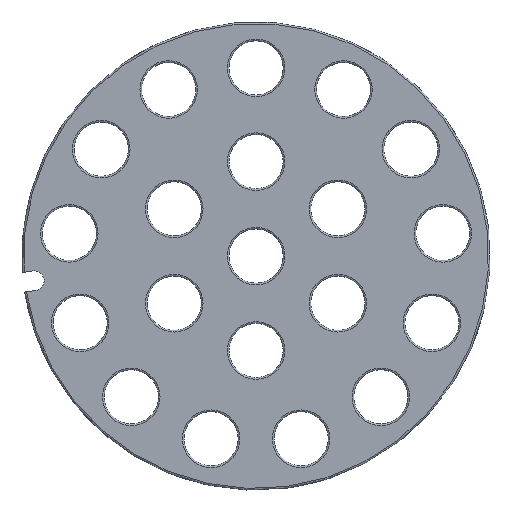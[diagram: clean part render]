
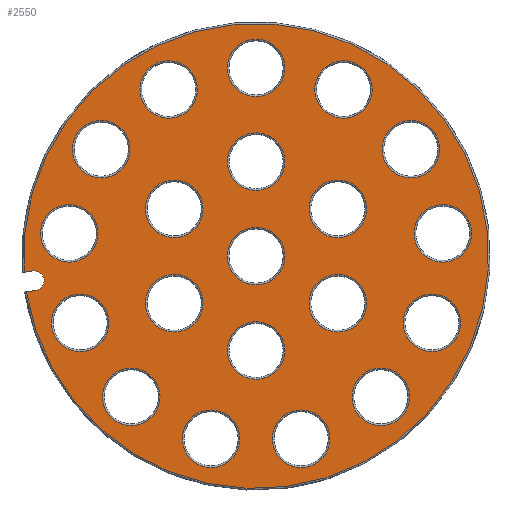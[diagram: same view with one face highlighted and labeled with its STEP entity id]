
A CAD part, front view. The second image highlights one B-rep face of the part: STEP entity #2550.
In plain terms, the highlighted planar face has unit normal (0, -1, 0).
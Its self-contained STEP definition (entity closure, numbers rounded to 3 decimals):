
#97=FACE_BOUND('',#338,.T.);
#98=FACE_BOUND('',#339,.T.);
#99=FACE_BOUND('',#340,.T.);
#100=FACE_BOUND('',#341,.T.);
#101=FACE_BOUND('',#342,.T.);
#102=FACE_BOUND('',#343,.T.);
#103=FACE_BOUND('',#344,.T.);
#104=FACE_BOUND('',#345,.T.);
#105=FACE_BOUND('',#346,.T.);
#106=FACE_BOUND('',#347,.T.);
#107=FACE_BOUND('',#348,.T.);
#108=FACE_BOUND('',#349,.T.);
#109=FACE_BOUND('',#350,.T.);
#110=FACE_BOUND('',#351,.T.);
#111=FACE_BOUND('',#352,.T.);
#112=FACE_BOUND('',#353,.T.);
#113=FACE_BOUND('',#354,.T.);
#114=FACE_BOUND('',#355,.T.);
#115=FACE_BOUND('',#356,.T.);
#116=FACE_BOUND('',#357,.T.);
#164=PLANE('',#2714);
#189=FACE_OUTER_BOUND('',#337,.T.);
#337=EDGE_LOOP('',(#1687,#1688,#1689,#1690));
#338=EDGE_LOOP('',(#1691));
#339=EDGE_LOOP('',(#1692));
#340=EDGE_LOOP('',(#1693));
#341=EDGE_LOOP('',(#1694));
#342=EDGE_LOOP('',(#1695));
#343=EDGE_LOOP('',(#1696));
#344=EDGE_LOOP('',(#1697));
#345=EDGE_LOOP('',(#1698));
#346=EDGE_LOOP('',(#1699));
#347=EDGE_LOOP('',(#1700));
#348=EDGE_LOOP('',(#1701));
#349=EDGE_LOOP('',(#1702));
#350=EDGE_LOOP('',(#1703));
#351=EDGE_LOOP('',(#1704));
#352=EDGE_LOOP('',(#1705));
#353=EDGE_LOOP('',(#1706));
#354=EDGE_LOOP('',(#1707));
#355=EDGE_LOOP('',(#1708));
#356=EDGE_LOOP('',(#1709));
#357=EDGE_LOOP('',(#1710));
#531=LINE('',#4268,#579);
#534=LINE('',#4296,#582);
#579=VECTOR('',#3220,10.);
#582=VECTOR('',#3225,10.);
#625=CIRCLE('',#2710,6.);
#627=CIRCLE('',#2715,141.5);
#628=CIRCLE('',#2716,17.5);
#629=CIRCLE('',#2717,17.5);
#630=CIRCLE('',#2718,17.5);
#631=CIRCLE('',#2719,17.5);
#632=CIRCLE('',#2720,17.5);
#633=CIRCLE('',#2721,17.5);
#634=CIRCLE('',#2722,17.5);
#635=CIRCLE('',#2723,17.5);
#636=CIRCLE('',#2724,17.5);
#637=CIRCLE('',#2725,17.5);
#638=CIRCLE('',#2726,17.5);
#639=CIRCLE('',#2727,17.5);
#640=CIRCLE('',#2728,17.5);
#641=CIRCLE('',#2729,17.5);
#642=CIRCLE('',#2730,17.5);
#643=CIRCLE('',#2731,17.5);
#644=CIRCLE('',#2732,17.5);
#645=CIRCLE('',#2733,17.5);
#646=CIRCLE('',#2734,17.5);
#647=CIRCLE('',#2735,17.5);
#976=VERTEX_POINT('',#4258);
#977=VERTEX_POINT('',#4259);
#980=VERTEX_POINT('',#4267);
#984=VERTEX_POINT('',#4295);
#988=VERTEX_POINT('',#4324);
#989=VERTEX_POINT('',#4326);
#990=VERTEX_POINT('',#4328);
#991=VERTEX_POINT('',#4330);
#992=VERTEX_POINT('',#4332);
#993=VERTEX_POINT('',#4334);
#994=VERTEX_POINT('',#4336);
#995=VERTEX_POINT('',#4338);
#996=VERTEX_POINT('',#4340);
#997=VERTEX_POINT('',#4342);
#998=VERTEX_POINT('',#4344);
#999=VERTEX_POINT('',#4346);
#1000=VERTEX_POINT('',#4348);
#1001=VERTEX_POINT('',#4350);
#1002=VERTEX_POINT('',#4352);
#1003=VERTEX_POINT('',#4354);
#1004=VERTEX_POINT('',#4356);
#1005=VERTEX_POINT('',#4358);
#1006=VERTEX_POINT('',#4360);
#1007=VERTEX_POINT('',#4362);
#1254=EDGE_CURVE('',#976,#977,#625,.T.);
#1258=EDGE_CURVE('',#977,#980,#531,.T.);
#1263=EDGE_CURVE('',#984,#976,#534,.T.);
#1268=EDGE_CURVE('',#984,#980,#627,.T.);
#1269=EDGE_CURVE('',#988,#988,#628,.T.);
#1270=EDGE_CURVE('',#989,#989,#629,.T.);
#1271=EDGE_CURVE('',#990,#990,#630,.T.);
#1272=EDGE_CURVE('',#991,#991,#631,.T.);
#1273=EDGE_CURVE('',#992,#992,#632,.T.);
#1274=EDGE_CURVE('',#993,#993,#633,.T.);
#1275=EDGE_CURVE('',#994,#994,#634,.T.);
#1276=EDGE_CURVE('',#995,#995,#635,.T.);
#1277=EDGE_CURVE('',#996,#996,#636,.T.);
#1278=EDGE_CURVE('',#997,#997,#637,.T.);
#1279=EDGE_CURVE('',#998,#998,#638,.T.);
#1280=EDGE_CURVE('',#999,#999,#639,.T.);
#1281=EDGE_CURVE('',#1000,#1000,#640,.T.);
#1282=EDGE_CURVE('',#1001,#1001,#641,.T.);
#1283=EDGE_CURVE('',#1002,#1002,#642,.T.);
#1284=EDGE_CURVE('',#1003,#1003,#643,.T.);
#1285=EDGE_CURVE('',#1004,#1004,#644,.T.);
#1286=EDGE_CURVE('',#1005,#1005,#645,.T.);
#1287=EDGE_CURVE('',#1006,#1006,#646,.T.);
#1288=EDGE_CURVE('',#1007,#1007,#647,.T.);
#1687=ORIENTED_EDGE('',*,*,#1263,.T.);
#1688=ORIENTED_EDGE('',*,*,#1254,.T.);
#1689=ORIENTED_EDGE('',*,*,#1258,.T.);
#1690=ORIENTED_EDGE('',*,*,#1268,.F.);
#1691=ORIENTED_EDGE('',*,*,#1269,.F.);
#1692=ORIENTED_EDGE('',*,*,#1270,.F.);
#1693=ORIENTED_EDGE('',*,*,#1271,.F.);
#1694=ORIENTED_EDGE('',*,*,#1272,.F.);
#1695=ORIENTED_EDGE('',*,*,#1273,.F.);
#1696=ORIENTED_EDGE('',*,*,#1274,.F.);
#1697=ORIENTED_EDGE('',*,*,#1275,.F.);
#1698=ORIENTED_EDGE('',*,*,#1276,.F.);
#1699=ORIENTED_EDGE('',*,*,#1277,.F.);
#1700=ORIENTED_EDGE('',*,*,#1278,.F.);
#1701=ORIENTED_EDGE('',*,*,#1279,.F.);
#1702=ORIENTED_EDGE('',*,*,#1280,.F.);
#1703=ORIENTED_EDGE('',*,*,#1281,.F.);
#1704=ORIENTED_EDGE('',*,*,#1282,.F.);
#1705=ORIENTED_EDGE('',*,*,#1283,.F.);
#1706=ORIENTED_EDGE('',*,*,#1284,.F.);
#1707=ORIENTED_EDGE('',*,*,#1285,.F.);
#1708=ORIENTED_EDGE('',*,*,#1286,.F.);
#1709=ORIENTED_EDGE('',*,*,#1287,.F.);
#1710=ORIENTED_EDGE('',*,*,#1288,.F.);
#2550=ADVANCED_FACE('',(#189,#97,#98,#99,#100,#101,#102,#103,#104,#105,
#106,#107,#108,#109,#110,#111,#112,#113,#114,#115,#116),#164,.F.);
#2710=AXIS2_PLACEMENT_3D('',#4260,#3212,#3213);
#2714=AXIS2_PLACEMENT_3D('',#4322,#3228,#3229);
#2715=AXIS2_PLACEMENT_3D('',#4323,#3230,#3231);
#2716=AXIS2_PLACEMENT_3D('',#4325,#3232,#3233);
#2717=AXIS2_PLACEMENT_3D('',#4327,#3234,#3235);
#2718=AXIS2_PLACEMENT_3D('',#4329,#3236,#3237);
#2719=AXIS2_PLACEMENT_3D('',#4331,#3238,#3239);
#2720=AXIS2_PLACEMENT_3D('',#4333,#3240,#3241);
#2721=AXIS2_PLACEMENT_3D('',#4335,#3242,#3243);
#2722=AXIS2_PLACEMENT_3D('',#4337,#3244,#3245);
#2723=AXIS2_PLACEMENT_3D('',#4339,#3246,#3247);
#2724=AXIS2_PLACEMENT_3D('',#4341,#3248,#3249);
#2725=AXIS2_PLACEMENT_3D('',#4343,#3250,#3251);
#2726=AXIS2_PLACEMENT_3D('',#4345,#3252,#3253);
#2727=AXIS2_PLACEMENT_3D('',#4347,#3254,#3255);
#2728=AXIS2_PLACEMENT_3D('',#4349,#3256,#3257);
#2729=AXIS2_PLACEMENT_3D('',#4351,#3258,#3259);
#2730=AXIS2_PLACEMENT_3D('',#4353,#3260,#3261);
#2731=AXIS2_PLACEMENT_3D('',#4355,#3262,#3263);
#2732=AXIS2_PLACEMENT_3D('',#4357,#3264,#3265);
#2733=AXIS2_PLACEMENT_3D('',#4359,#3266,#3267);
#2734=AXIS2_PLACEMENT_3D('',#4361,#3268,#3269);
#2735=AXIS2_PLACEMENT_3D('',#4363,#3270,#3271);
#3212=DIRECTION('center_axis',(0.,1.,0.));
#3213=DIRECTION('ref_axis',(-1.,0.,0.));
#3220=DIRECTION('',(-0.99,0.,-0.143));
#3225=DIRECTION('',(0.99,0.,0.143));
#3228=DIRECTION('center_axis',(0.,1.,0.));
#3229=DIRECTION('ref_axis',(1.,0.,0.));
#3230=DIRECTION('center_axis',(0.,1.,0.));
#3231=DIRECTION('ref_axis',(1.,0.,0.));
#3232=DIRECTION('center_axis',(0.,-1.,0.));
#3233=DIRECTION('ref_axis',(1.,0.,0.));
#3234=DIRECTION('center_axis',(0.,-1.,0.));
#3235=DIRECTION('ref_axis',(1.,0.,0.));
#3236=DIRECTION('center_axis',(0.,-1.,0.));
#3237=DIRECTION('ref_axis',(1.,0.,0.));
#3238=DIRECTION('center_axis',(0.,-1.,0.));
#3239=DIRECTION('ref_axis',(1.,0.,0.));
#3240=DIRECTION('center_axis',(0.,-1.,0.));
#3241=DIRECTION('ref_axis',(1.,0.,0.));
#3242=DIRECTION('center_axis',(0.,-1.,0.));
#3243=DIRECTION('ref_axis',(1.,0.,0.));
#3244=DIRECTION('center_axis',(0.,-1.,0.));
#3245=DIRECTION('ref_axis',(1.,0.,0.));
#3246=DIRECTION('center_axis',(0.,-1.,0.));
#3247=DIRECTION('ref_axis',(1.,0.,0.));
#3248=DIRECTION('center_axis',(0.,-1.,0.));
#3249=DIRECTION('ref_axis',(1.,0.,0.));
#3250=DIRECTION('center_axis',(0.,-1.,0.));
#3251=DIRECTION('ref_axis',(1.,0.,0.));
#3252=DIRECTION('center_axis',(0.,-1.,0.));
#3253=DIRECTION('ref_axis',(1.,0.,0.));
#3254=DIRECTION('center_axis',(0.,-1.,0.));
#3255=DIRECTION('ref_axis',(1.,0.,0.));
#3256=DIRECTION('center_axis',(0.,-1.,0.));
#3257=DIRECTION('ref_axis',(1.,0.,0.));
#3258=DIRECTION('center_axis',(0.,-1.,0.));
#3259=DIRECTION('ref_axis',(1.,0.,0.));
#3260=DIRECTION('center_axis',(0.,-1.,0.));
#3261=DIRECTION('ref_axis',(1.,0.,0.));
#3262=DIRECTION('center_axis',(0.,-1.,0.));
#3263=DIRECTION('ref_axis',(1.,0.,0.));
#3264=DIRECTION('center_axis',(0.,-1.,0.));
#3265=DIRECTION('ref_axis',(1.,0.,0.));
#3266=DIRECTION('center_axis',(0.,-1.,0.));
#3267=DIRECTION('ref_axis',(1.,0.,0.));
#3268=DIRECTION('center_axis',(0.,-1.,0.));
#3269=DIRECTION('ref_axis',(1.,0.,0.));
#3270=DIRECTION('center_axis',(0.,-1.,0.));
#3271=DIRECTION('ref_axis',(1.,0.,0.));
#4258=CARTESIAN_POINT('',(64.143,0.,190.938));
#4259=CARTESIAN_POINT('',(65.857,0.,179.062));
#4260=CARTESIAN_POINT('Origin',(65.,0.,185.));
#4267=CARTESIAN_POINT('',(60.183,0.,178.242));
#4268=CARTESIAN_POINT('',(107.191,0.,185.029));
#4295=CARTESIAN_POINT('',(58.842,0.,190.173));
#4296=CARTESIAN_POINT('',(112.432,0.,197.91));
#4322=CARTESIAN_POINT('Origin',(146.789,0.,301.385));
#4323=CARTESIAN_POINT('Origin',(200.,0.,200.));
#4324=CARTESIAN_POINT('',(146.789,0.,318.885));
#4325=CARTESIAN_POINT('Origin',(146.789,0.,301.385));
#4326=CARTESIAN_POINT('',(92.941,0.,176.898));
#4327=CARTESIAN_POINT('Origin',(92.941,0.,159.398));
#4328=CARTESIAN_POINT('',(253.211,0.,318.885));
#4329=CARTESIAN_POINT('Origin',(253.211,0.,301.385));
#4330=CARTESIAN_POINT('',(307.059,0.,176.898));
#4331=CARTESIAN_POINT('Origin',(307.059,0.,159.398));
#4332=CARTESIAN_POINT('',(172.598,0.,106.327));
#4333=CARTESIAN_POINT('Origin',(172.598,0.,88.827));
#4334=CARTESIAN_POINT('',(200.,0.,332.));
#4335=CARTESIAN_POINT('Origin',(200.,0.,314.5));
#4336=CARTESIAN_POINT('',(150.204,0.,188.75));
#4337=CARTESIAN_POINT('Origin',(150.204,0.,171.25));
#4338=CARTESIAN_POINT('',(294.232,0.,282.543));
#4339=CARTESIAN_POINT('Origin',(294.232,0.,265.043));
#4340=CARTESIAN_POINT('',(313.665,0.,231.301));
#4341=CARTESIAN_POINT('Origin',(313.665,0.,213.801));
#4342=CARTESIAN_POINT('',(124.072,0.,131.796));
#4343=CARTESIAN_POINT('Origin',(124.072,0.,114.296));
#4344=CARTESIAN_POINT('',(105.768,0.,282.543));
#4345=CARTESIAN_POINT('Origin',(105.768,0.,265.043));
#4346=CARTESIAN_POINT('',(150.204,0.,246.25));
#4347=CARTESIAN_POINT('Origin',(150.204,0.,228.75));
#4348=CARTESIAN_POINT('',(200.,0.,160.));
#4349=CARTESIAN_POINT('Origin',(200.,0.,142.5));
#4350=CARTESIAN_POINT('',(200.,0.,217.5));
#4351=CARTESIAN_POINT('Origin',(200.,0.,200.));
#4352=CARTESIAN_POINT('',(227.402,0.,106.327));
#4353=CARTESIAN_POINT('Origin',(227.402,0.,88.827));
#4354=CARTESIAN_POINT('',(200.,0.,275.));
#4355=CARTESIAN_POINT('Origin',(200.,0.,257.5));
#4356=CARTESIAN_POINT('',(86.335,0.,231.301));
#4357=CARTESIAN_POINT('Origin',(86.335,0.,213.801));
#4358=CARTESIAN_POINT('',(249.796,0.,246.25));
#4359=CARTESIAN_POINT('Origin',(249.796,0.,228.75));
#4360=CARTESIAN_POINT('',(249.796,0.,188.75));
#4361=CARTESIAN_POINT('Origin',(249.796,0.,171.25));
#4362=CARTESIAN_POINT('',(275.928,0.,131.796));
#4363=CARTESIAN_POINT('Origin',(275.928,0.,114.296));
